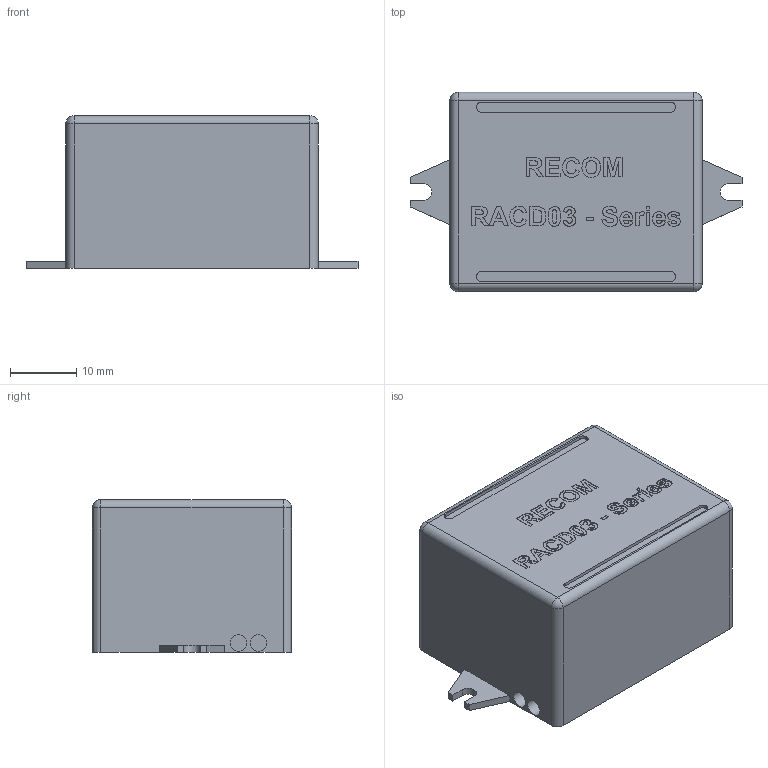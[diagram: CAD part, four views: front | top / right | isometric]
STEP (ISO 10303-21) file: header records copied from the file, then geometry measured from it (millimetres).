
FILE_DESCRIPTION( ( 'Unknown' ), '1' );
FILE_NAME( 'RACD03.stp', 'Unknown', ( 'Unknown' ), ( 'Unknown' ), 'XStep 1.0', 'Unknown', ' ' );
FILE_SCHEMA( ( 'automotive_design' ) );
Length unit declared in the file: millimetre
Products named in the file (1): 1
Bounding box: 50 x 30 x 23 mm (x, y, z)
Volume: 26135.2 mm3; surface area: 5604 mm2
Topology: 1 solids, 1 shells, 196 faces, 475 edges, 310 vertices
Faces by surface type: plane 139, extrusion 35, cylinder 18, sphere 4
Full cylindrical faces by diameter (mm): 2.5 x4
Entity records: 8984 total; most frequent: CARTESIAN_POINT 3283, ORIENTED_EDGE 926, DIRECTION 624, EDGE_CURVE 463, VERTEX_POINT 310, B_SPLINE_CURVE_WITH_KNOTS 269, EDGE_LOOP 237, VECTOR 228
